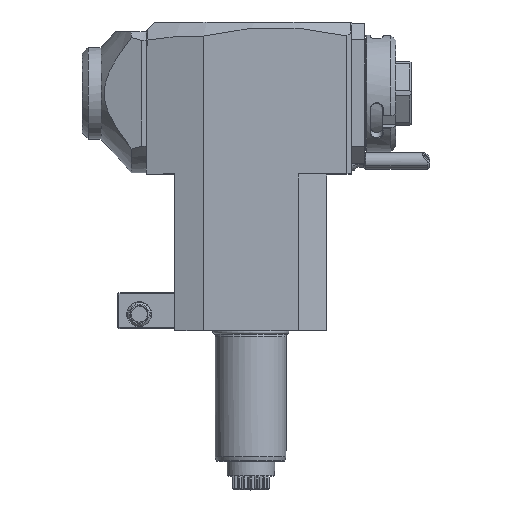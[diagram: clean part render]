
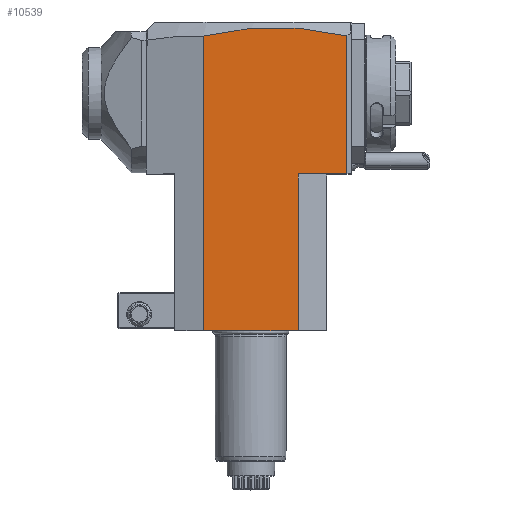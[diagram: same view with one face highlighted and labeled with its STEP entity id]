
A CAD part, top view. The second image highlights one B-rep face of the part: STEP entity #10539.
In plain terms, the highlighted planar face has unit normal (0, 0, 1).
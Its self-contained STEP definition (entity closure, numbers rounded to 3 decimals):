
#17=DIRECTION('',(-1.,0.,0.));
#18=VECTOR('',#17,40.);
#19=CARTESIAN_POINT('',(20.,0.,32.));
#20=LINE('',#19,#18);
#189=DIRECTION('',(-1.,0.,0.));
#190=VECTOR('',#189,20.5);
#191=CARTESIAN_POINT('',(40.5,66.,32.));
#192=LINE('',#191,#190);
#193=CARTESIAN_POINT('',(40.5,124.133,32.));
#194=CARTESIAN_POINT('',(35.458,125.345,32.));
#195=CARTESIAN_POINT('',(25.373,127.145,32.));
#196=CARTESIAN_POINT('',(10.247,128.032,32.));
#197=CARTESIAN_POINT('',(-4.877,127.124,32.));
#198=CARTESIAN_POINT('',(-14.959,125.311,32.));
#199=CARTESIAN_POINT('',(-20.,124.092,32.));
#205=DIRECTION('',(0.,1.,0.));
#206=VECTOR('',#205,58.133);
#207=CARTESIAN_POINT('',(40.5,66.,32.));
#208=LINE('',#207,#206);
#432=DIRECTION('',(0.,-1.,0.));
#433=VECTOR('',#432,124.092);
#434=CARTESIAN_POINT('',(-20.,124.092,32.));
#435=LINE('',#434,#433);
#5344=DIRECTION('',(0.,1.,0.));
#5345=VECTOR('',#5344,66.);
#5346=CARTESIAN_POINT('',(20.,0.,32.));
#5347=LINE('',#5346,#5345);
#9696=VERTEX_POINT('',#193);
#9697=VERTEX_POINT('',#199);
#10074=CARTESIAN_POINT('',(40.5,66.,32.));
#10075=VERTEX_POINT('',#10074);
#10088=CARTESIAN_POINT('',(20.,0.,32.));
#10089=VERTEX_POINT('',#10088);
#10090=CARTESIAN_POINT('',(-20.,0.,32.));
#10091=VERTEX_POINT('',#10090);
#10440=CARTESIAN_POINT('',(20.,66.,32.));
#10441=VERTEX_POINT('',#10440);
#10522=CARTESIAN_POINT('',(-35.103,66.,32.));
#10523=DIRECTION('',(0.,0.,1.));
#10524=DIRECTION('',(1.,0.,0.));
#10525=AXIS2_PLACEMENT_3D('',#10522,#10523,#10524);
#10526=PLANE('',#10525);
#10528=ORIENTED_EDGE('',*,*,#10527,.F.);
#10529=ORIENTED_EDGE('',*,*,#10504,.T.);
#10531=ORIENTED_EDGE('',*,*,#10530,.F.);
#10532=ORIENTED_EDGE('',*,*,#10457,.T.);
#10534=ORIENTED_EDGE('',*,*,#10533,.F.);
#10536=ORIENTED_EDGE('',*,*,#10535,.F.);
#10537=EDGE_LOOP('',(#10528,#10529,#10531,#10532,#10534,#10536));
#10538=FACE_OUTER_BOUND('',#10537,.F.);
#200=B_SPLINE_CURVE_WITH_KNOTS('',3,(#193,#194,#195,#196,#197,#198,#199),
.UNSPECIFIED.,.F.,.F.,(4,1,1,1,4),(0.,0.25,0.5,0.75,1.),
.UNSPECIFIED.);
#10457=EDGE_CURVE('',#10089,#10091,#20,.T.);
#10504=EDGE_CURVE('',#10075,#10441,#192,.T.);
#10527=EDGE_CURVE('',#10075,#9696,#208,.T.);
#10530=EDGE_CURVE('',#10089,#10441,#5347,.T.);
#10533=EDGE_CURVE('',#9697,#10091,#435,.T.);
#10535=EDGE_CURVE('',#9696,#9697,#200,.T.);
#10539=ADVANCED_FACE('',(#10538),#10526,.T.);
